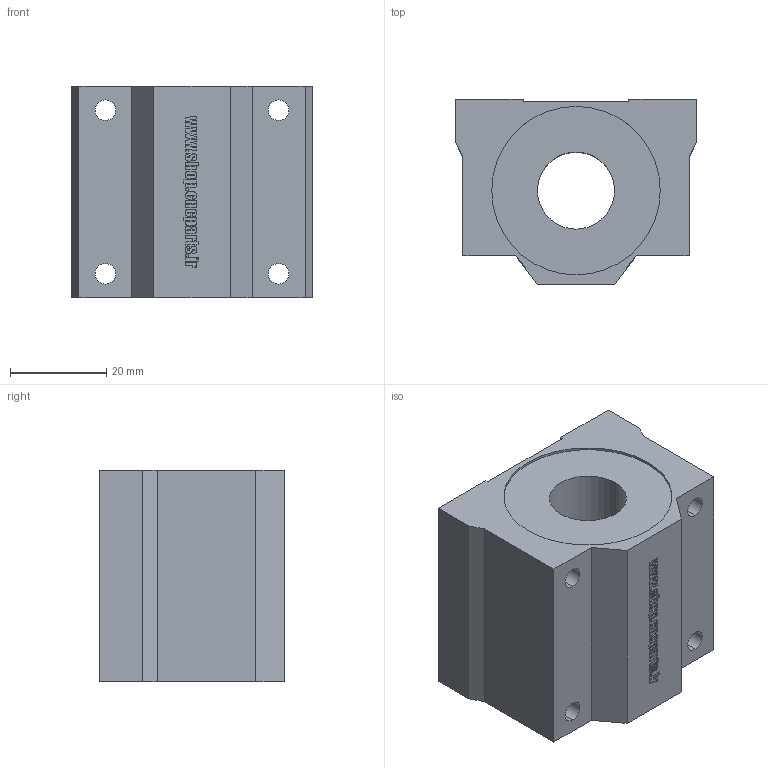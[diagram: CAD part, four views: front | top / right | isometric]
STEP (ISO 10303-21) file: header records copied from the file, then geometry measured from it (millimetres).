
FILE_DESCRIPTION (( 'STEP AP214' ), '1' );
FILE_NAME ('SC16.STEP', '2025-12-03T07:22:00', ( '' ), ( '' ), 'SwSTEP 2.0', 'SolidWorks 2024', '' );
FILE_SCHEMA (( 'AUTOMOTIVE_DESIGN' ));
Length unit declared in the file: millimetre
Products named in the file (1): SC16
Bounding box: 50 x 38.5 x 44 mm (x, y, z)
Volume: 61772.7 mm3; surface area: 14462.8 mm2
Topology: 1 solids, 1 shells, 315 faces, 852 edges, 568 vertices
Faces by surface type: plane 188, bspline 105, cylinder 22
Entity records: 15503 total; most frequent: CARTESIAN_POINT 8201, ORIENTED_EDGE 1704, DIRECTION 1108, EDGE_CURVE 852, VECTOR 598, LINE 598, VERTEX_POINT 568, EDGE_LOOP 354
